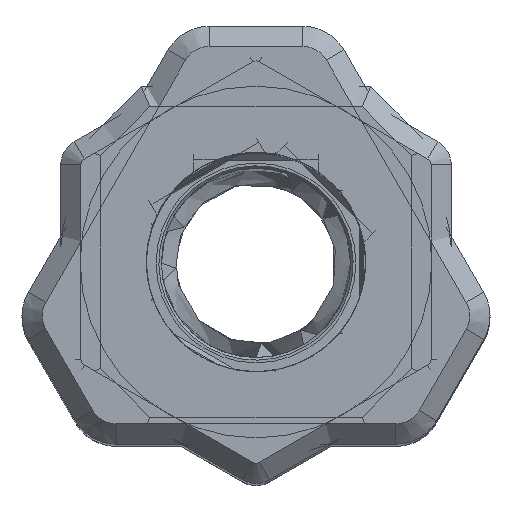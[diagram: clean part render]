
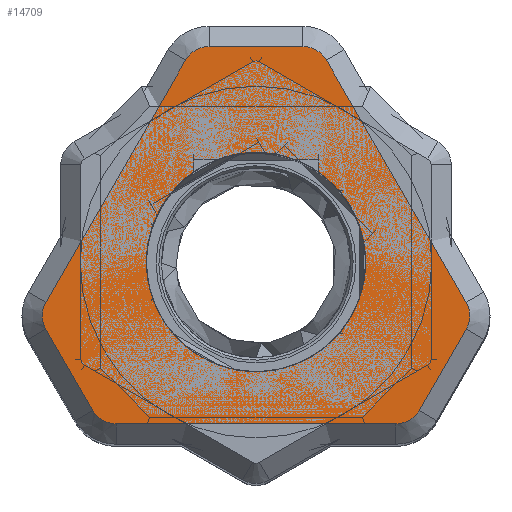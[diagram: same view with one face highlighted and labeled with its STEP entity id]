
A CAD part, top view. The second image highlights one B-rep face of the part: STEP entity #14709.
In plain terms, the highlighted planar face has unit normal (0, 0, 1).
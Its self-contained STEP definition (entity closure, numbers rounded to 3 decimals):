
#328=FACE_BOUND('',#1915,.T.);
#370=CIRCLE('',#15682,8.125);
#371=CIRCLE('',#15684,2.);
#372=CIRCLE('',#15685,2.);
#373=CIRCLE('',#15686,2.);
#374=CIRCLE('',#15687,2.);
#375=CIRCLE('',#15688,2.);
#376=CIRCLE('',#15689,2.);
#377=CIRCLE('',#15690,8.125);
#961=FACE_OUTER_BOUND('',#1914,.T.);
#1914=EDGE_LOOP('',(#9720,#9721,#9722,#9723,#9724,#9725,#9726,#9727,#9728,
#9729,#9730,#9731));
#1915=EDGE_LOOP('',(#9732,#9733,#9734,#9735,#9736,#9737));
#2913=LINE('',#21407,#4585);
#2914=LINE('',#21411,#4586);
#2915=LINE('',#21415,#4587);
#2916=LINE('',#21419,#4588);
#2917=LINE('',#21423,#4589);
#2918=LINE('',#21427,#4590);
#2919=LINE('',#21430,#4591);
#2920=LINE('',#21432,#4592);
#2921=LINE('',#21436,#4593);
#2922=LINE('',#21437,#4594);
#4585=VECTOR('',#17041,10.);
#4586=VECTOR('',#17044,10.);
#4587=VECTOR('',#17047,10.);
#4588=VECTOR('',#17050,10.);
#4589=VECTOR('',#17053,10.);
#4590=VECTOR('',#17056,10.);
#4591=VECTOR('',#17059,10.);
#4592=VECTOR('',#17060,10.);
#4593=VECTOR('',#17063,10.);
#4594=VECTOR('',#17064,10.);
#6257=VERTEX_POINT('',#21400);
#6258=VERTEX_POINT('',#21401);
#6259=VERTEX_POINT('',#21405);
#6260=VERTEX_POINT('',#21406);
#6261=VERTEX_POINT('',#21408);
#6262=VERTEX_POINT('',#21410);
#6263=VERTEX_POINT('',#21412);
#6264=VERTEX_POINT('',#21414);
#6265=VERTEX_POINT('',#21416);
#6266=VERTEX_POINT('',#21418);
#6267=VERTEX_POINT('',#21420);
#6268=VERTEX_POINT('',#21422);
#6269=VERTEX_POINT('',#21424);
#6270=VERTEX_POINT('',#21426);
#6271=VERTEX_POINT('',#21429);
#6272=VERTEX_POINT('',#21431);
#6273=VERTEX_POINT('',#21433);
#6274=VERTEX_POINT('',#21435);
#7517=EDGE_CURVE('',#6258,#6257,#370,.T.);
#7518=EDGE_CURVE('',#6259,#6260,#2913,.T.);
#7519=EDGE_CURVE('',#6261,#6259,#371,.T.);
#7520=EDGE_CURVE('',#6262,#6261,#2914,.T.);
#7521=EDGE_CURVE('',#6263,#6262,#372,.T.);
#7522=EDGE_CURVE('',#6264,#6263,#2915,.T.);
#7523=EDGE_CURVE('',#6265,#6264,#373,.T.);
#7524=EDGE_CURVE('',#6266,#6265,#2916,.T.);
#7525=EDGE_CURVE('',#6267,#6266,#374,.T.);
#7526=EDGE_CURVE('',#6268,#6267,#2917,.T.);
#7527=EDGE_CURVE('',#6269,#6268,#375,.T.);
#7528=EDGE_CURVE('',#6270,#6269,#2918,.T.);
#7529=EDGE_CURVE('',#6260,#6270,#376,.T.);
#7530=EDGE_CURVE('',#6257,#6271,#2919,.T.);
#7531=EDGE_CURVE('',#6271,#6272,#2920,.T.);
#7532=EDGE_CURVE('',#6272,#6273,#377,.T.);
#7533=EDGE_CURVE('',#6273,#6274,#2921,.T.);
#7534=EDGE_CURVE('',#6274,#6258,#2922,.T.);
#9720=ORIENTED_EDGE('',*,*,#7518,.F.);
#9721=ORIENTED_EDGE('',*,*,#7519,.F.);
#9722=ORIENTED_EDGE('',*,*,#7520,.F.);
#9723=ORIENTED_EDGE('',*,*,#7521,.F.);
#9724=ORIENTED_EDGE('',*,*,#7522,.F.);
#9725=ORIENTED_EDGE('',*,*,#7523,.F.);
#9726=ORIENTED_EDGE('',*,*,#7524,.F.);
#9727=ORIENTED_EDGE('',*,*,#7525,.F.);
#9728=ORIENTED_EDGE('',*,*,#7526,.F.);
#9729=ORIENTED_EDGE('',*,*,#7527,.F.);
#9730=ORIENTED_EDGE('',*,*,#7528,.F.);
#9731=ORIENTED_EDGE('',*,*,#7529,.F.);
#9732=ORIENTED_EDGE('',*,*,#7517,.T.);
#9733=ORIENTED_EDGE('',*,*,#7530,.T.);
#9734=ORIENTED_EDGE('',*,*,#7531,.T.);
#9735=ORIENTED_EDGE('',*,*,#7532,.T.);
#9736=ORIENTED_EDGE('',*,*,#7533,.T.);
#9737=ORIENTED_EDGE('',*,*,#7534,.T.);
#14117=PLANE('',#15683);
#14709=ADVANCED_FACE('',(#961,#328),#14117,.T.);
#15682=AXIS2_PLACEMENT_3D('',#21403,#17037,#17038);
#15683=AXIS2_PLACEMENT_3D('',#21404,#17039,#17040);
#15684=AXIS2_PLACEMENT_3D('',#21409,#17042,#17043);
#15685=AXIS2_PLACEMENT_3D('',#21413,#17045,#17046);
#15686=AXIS2_PLACEMENT_3D('',#21417,#17048,#17049);
#15687=AXIS2_PLACEMENT_3D('',#21421,#17051,#17052);
#15688=AXIS2_PLACEMENT_3D('',#21425,#17054,#17055);
#15689=AXIS2_PLACEMENT_3D('',#21428,#17057,#17058);
#15690=AXIS2_PLACEMENT_3D('',#21434,#17061,#17062);
#17037=DIRECTION('center_axis',(0.,0.,-1.));
#17038=DIRECTION('ref_axis',(-1.,0.,0.));
#17039=DIRECTION('center_axis',(0.,0.,1.));
#17040=DIRECTION('ref_axis',(1.,0.,0.));
#17041=DIRECTION('',(-1.,0.,0.));
#17042=DIRECTION('center_axis',(0.,0.,-1.));
#17043=DIRECTION('ref_axis',(0.5,-0.866,0.));
#17044=DIRECTION('',(-0.5,-0.866,0.));
#17045=DIRECTION('center_axis',(0.,0.,-1.));
#17046=DIRECTION('ref_axis',(1.,0.,0.));
#17047=DIRECTION('',(0.5,-0.866,0.));
#17048=DIRECTION('center_axis',(0.,0.,-1.));
#17049=DIRECTION('ref_axis',(0.5,0.866,0.));
#17050=DIRECTION('',(1.,0.,0.));
#17051=DIRECTION('center_axis',(0.,0.,-1.));
#17052=DIRECTION('ref_axis',(-0.5,0.866,0.));
#17053=DIRECTION('',(0.5,0.866,0.));
#17054=DIRECTION('center_axis',(0.,0.,-1.));
#17055=DIRECTION('ref_axis',(-1.,0.,0.));
#17056=DIRECTION('',(-0.5,0.866,0.));
#17057=DIRECTION('center_axis',(0.,0.,-1.));
#17058=DIRECTION('ref_axis',(-0.5,-0.866,0.));
#17059=DIRECTION('',(1.,0.,0.));
#17060=DIRECTION('',(0.,-1.,0.));
#17061=DIRECTION('center_axis',(0.,0.,-1.));
#17062=DIRECTION('ref_axis',(1.,0.,0.));
#17063=DIRECTION('',(0.,1.,0.));
#17064=DIRECTION('',(1.,0.,0.));
#21400=CARTESIAN_POINT('',(2.937,7.575,100.));
#21401=CARTESIAN_POINT('',(-2.937,7.575,100.));
#21403=CARTESIAN_POINT('Origin',(0.,0.,100.));
#21404=CARTESIAN_POINT('Origin',(0.,0.,100.));
#21405=CARTESIAN_POINT('',(10.362,-12.,100.));
#21406=CARTESIAN_POINT('',(-10.362,-12.,100.));
#21407=CARTESIAN_POINT('',(11.691,-12.,100.));
#21408=CARTESIAN_POINT('',(12.094,-11.,100.));
#21409=CARTESIAN_POINT('Origin',(10.362,-10.,100.));
#21410=CARTESIAN_POINT('',(15.573,-4.974,100.));
#21411=CARTESIAN_POINT('',(13.834,-7.987,100.));
#21412=CARTESIAN_POINT('',(15.573,-2.974,100.));
#21413=CARTESIAN_POINT('Origin',(13.841,-3.974,100.));
#21414=CARTESIAN_POINT('',(5.211,14.974,100.));
#21415=CARTESIAN_POINT('',(11.047,4.867,100.));
#21416=CARTESIAN_POINT('',(3.479,15.974,100.));
#21417=CARTESIAN_POINT('Origin',(3.479,13.974,100.));
#21418=CARTESIAN_POINT('',(-3.479,15.974,100.));
#21419=CARTESIAN_POINT('',(0.,15.974,100.));
#21420=CARTESIAN_POINT('',(-5.211,14.974,100.));
#21421=CARTESIAN_POINT('Origin',(-3.479,13.974,100.));
#21422=CARTESIAN_POINT('',(-15.573,-2.974,100.));
#21423=CARTESIAN_POINT('',(-16.238,-4.125,100.));
#21424=CARTESIAN_POINT('',(-15.573,-4.974,100.));
#21425=CARTESIAN_POINT('Origin',(-13.841,-3.974,100.));
#21426=CARTESIAN_POINT('',(-12.094,-11.,100.));
#21427=CARTESIAN_POINT('',(-13.834,-7.987,100.));
#21428=CARTESIAN_POINT('Origin',(-10.362,-10.,100.));
#21429=CARTESIAN_POINT('',(4.616,7.575,100.));
#21430=CARTESIAN_POINT('',(-1.154,7.575,100.));
#21431=CARTESIAN_POINT('',(4.616,6.687,100.));
#21432=CARTESIAN_POINT('',(4.616,5.843,100.));
#21433=CARTESIAN_POINT('',(-4.616,6.687,100.));
#21434=CARTESIAN_POINT('Origin',(0.,0.,100.));
#21435=CARTESIAN_POINT('',(-4.616,7.575,100.));
#21436=CARTESIAN_POINT('',(-4.616,3.343,100.));
#21437=CARTESIAN_POINT('',(-1.154,7.575,100.));
